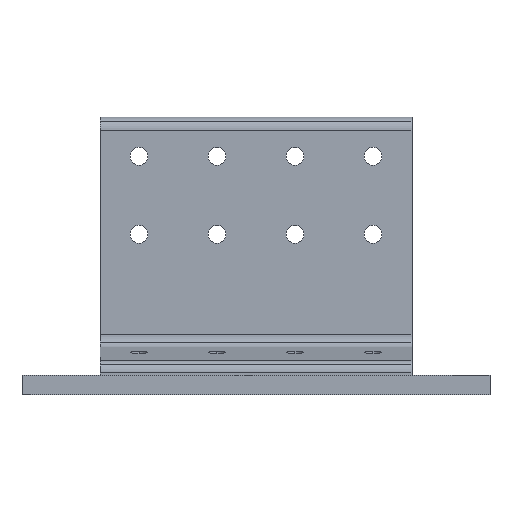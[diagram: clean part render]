
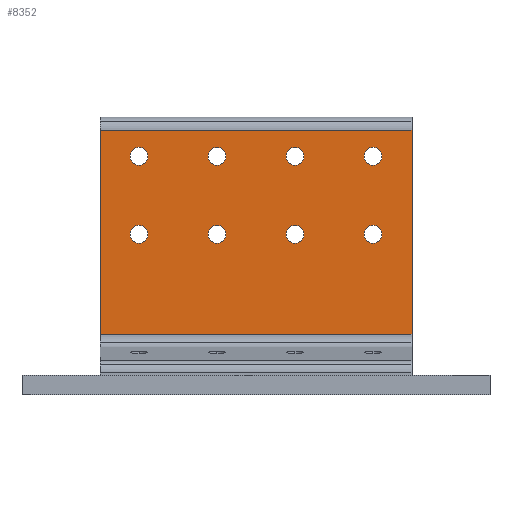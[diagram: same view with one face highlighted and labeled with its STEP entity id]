
A CAD part, left-side view. The second image highlights one B-rep face of the part: STEP entity #8352.
In plain terms, the highlighted free-form (B-spline) face has degree [1, 1] with [2, 2] control points.
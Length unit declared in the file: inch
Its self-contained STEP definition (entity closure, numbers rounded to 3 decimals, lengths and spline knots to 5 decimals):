
#6359=CARTESIAN_POINT('',(-0.25,6.,5.125));
#6360=VERTEX_POINT('',#6359);
#6368=CARTESIAN_POINT('',(-0.25,0.0,5.125));
#6369=VERTEX_POINT('',#6368);
#6370=CARTESIAN_POINT('',(-0.25,6.,5.125));
#6371=DIRECTION('',(0.0,-1.0,0.0));
#6372=VECTOR('',#6371,6.);
#6373=LINE('',#6370,#6372);
#6374=EDGE_CURVE('',#6360,#6369,#6373,.T.);
#6538=CARTESIAN_POINT('',(-0.25,5.079,4.625));
#6539=VERTEX_POINT('',#6538);
#6548=CARTESIAN_POINT('',(-0.25,5.421,4.625));
#6549=VERTEX_POINT('',#6548);
#6550=CARTESIAN_POINT('',(-0.25,5.25,4.625));
#6551=DIRECTION('',(-1.0,0.0,0.0));
#6552=DIRECTION('',(0.0,-1.0,0.0));
#6553=AXIS2_PLACEMENT_3D('',#6550,#6551,#6552);
#6554=CIRCLE('',#6553,0.171);
#6555=EDGE_CURVE('',#6539,#6549,#6554,.T.);
#6601=CARTESIAN_POINT('',(-0.25,3.579,4.625));
#6602=VERTEX_POINT('',#6601);
#6611=CARTESIAN_POINT('',(-0.25,3.921,4.625));
#6612=VERTEX_POINT('',#6611);
#6613=CARTESIAN_POINT('',(-0.25,3.75,4.625));
#6614=DIRECTION('',(-1.0,0.0,0.0));
#6615=DIRECTION('',(0.0,-1.0,0.0));
#6616=AXIS2_PLACEMENT_3D('',#6613,#6614,#6615);
#6617=CIRCLE('',#6616,0.171);
#6618=EDGE_CURVE('',#6602,#6612,#6617,.T.);
#6664=CARTESIAN_POINT('',(-0.25,3.579,3.125));
#6665=VERTEX_POINT('',#6664);
#6674=CARTESIAN_POINT('',(-0.25,3.921,3.125));
#6675=VERTEX_POINT('',#6674);
#6676=CARTESIAN_POINT('',(-0.25,3.75,3.125));
#6677=DIRECTION('',(-1.0,0.0,0.0));
#6678=DIRECTION('',(0.0,-1.0,0.0));
#6679=AXIS2_PLACEMENT_3D('',#6676,#6677,#6678);
#6680=CIRCLE('',#6679,0.171);
#6681=EDGE_CURVE('',#6665,#6675,#6680,.T.);
#6727=CARTESIAN_POINT('',(-0.25,5.079,3.125));
#6728=VERTEX_POINT('',#6727);
#6737=CARTESIAN_POINT('',(-0.25,5.421,3.125));
#6738=VERTEX_POINT('',#6737);
#6739=CARTESIAN_POINT('',(-0.25,5.25,3.125));
#6740=DIRECTION('',(-1.0,0.0,0.0));
#6741=DIRECTION('',(0.0,-1.0,0.0));
#6742=AXIS2_PLACEMENT_3D('',#6739,#6740,#6741);
#6743=CIRCLE('',#6742,0.171);
#6744=EDGE_CURVE('',#6728,#6738,#6743,.T.);
#6934=CARTESIAN_POINT('',(-0.25,2.079,4.625));
#6935=VERTEX_POINT('',#6934);
#6944=CARTESIAN_POINT('',(-0.25,2.421,4.625));
#6945=VERTEX_POINT('',#6944);
#6946=CARTESIAN_POINT('',(-0.25,2.25,4.625));
#6947=DIRECTION('',(-1.0,0.0,0.0));
#6948=DIRECTION('',(0.0,-1.0,0.0));
#6949=AXIS2_PLACEMENT_3D('',#6946,#6947,#6948);
#6950=CIRCLE('',#6949,0.171);
#6951=EDGE_CURVE('',#6935,#6945,#6950,.T.);
#6997=CARTESIAN_POINT('',(-0.25,0.579,4.625));
#6998=VERTEX_POINT('',#6997);
#7007=CARTESIAN_POINT('',(-0.25,0.921,4.625));
#7008=VERTEX_POINT('',#7007);
#7009=CARTESIAN_POINT('',(-0.25,0.75,4.625));
#7010=DIRECTION('',(-1.0,0.0,0.0));
#7011=DIRECTION('',(0.0,-1.0,0.0));
#7012=AXIS2_PLACEMENT_3D('',#7009,#7010,#7011);
#7013=CIRCLE('',#7012,0.171);
#7014=EDGE_CURVE('',#6998,#7008,#7013,.T.);
#7060=CARTESIAN_POINT('',(-0.25,0.579,3.125));
#7061=VERTEX_POINT('',#7060);
#7070=CARTESIAN_POINT('',(-0.25,0.921,3.125));
#7071=VERTEX_POINT('',#7070);
#7072=CARTESIAN_POINT('',(-0.25,0.75,3.125));
#7073=DIRECTION('',(-1.0,0.0,0.0));
#7074=DIRECTION('',(0.0,-1.0,0.0));
#7075=AXIS2_PLACEMENT_3D('',#7072,#7073,#7074);
#7076=CIRCLE('',#7075,0.171);
#7077=EDGE_CURVE('',#7061,#7071,#7076,.T.);
#7123=CARTESIAN_POINT('',(-0.25,2.079,3.125));
#7124=VERTEX_POINT('',#7123);
#7133=CARTESIAN_POINT('',(-0.25,2.421,3.125));
#7134=VERTEX_POINT('',#7133);
#7135=CARTESIAN_POINT('',(-0.25,2.25,3.125));
#7136=DIRECTION('',(-1.0,0.0,0.0));
#7137=DIRECTION('',(0.0,-1.0,0.0));
#7138=AXIS2_PLACEMENT_3D('',#7135,#7136,#7137);
#7139=CIRCLE('',#7138,0.171);
#7140=EDGE_CURVE('',#7124,#7134,#7139,.T.);
#7479=CARTESIAN_POINT('',(-0.25,2.25,3.125));
#7480=DIRECTION('',(-1.0,0.0,0.0));
#7481=DIRECTION('',(0.0,-1.0,0.0));
#7482=AXIS2_PLACEMENT_3D('',#7479,#7480,#7481);
#7483=CIRCLE('',#7482,0.171);
#7484=EDGE_CURVE('',#7134,#7124,#7483,.T.);
#7524=CARTESIAN_POINT('',(-0.25,0.75,3.125));
#7525=DIRECTION('',(-1.0,0.0,0.0));
#7526=DIRECTION('',(0.0,-1.0,0.0));
#7527=AXIS2_PLACEMENT_3D('',#7524,#7525,#7526);
#7528=CIRCLE('',#7527,0.171);
#7529=EDGE_CURVE('',#7071,#7061,#7528,.T.);
#7569=CARTESIAN_POINT('',(-0.25,0.75,4.625));
#7570=DIRECTION('',(-1.0,0.0,0.0));
#7571=DIRECTION('',(0.0,-1.0,0.0));
#7572=AXIS2_PLACEMENT_3D('',#7569,#7570,#7571);
#7573=CIRCLE('',#7572,0.171);
#7574=EDGE_CURVE('',#7008,#6998,#7573,.T.);
#7614=CARTESIAN_POINT('',(-0.25,2.25,4.625));
#7615=DIRECTION('',(-1.0,0.0,0.0));
#7616=DIRECTION('',(0.0,-1.0,0.0));
#7617=AXIS2_PLACEMENT_3D('',#7614,#7615,#7616);
#7618=CIRCLE('',#7617,0.171);
#7619=EDGE_CURVE('',#6945,#6935,#7618,.T.);
#7629=CARTESIAN_POINT('',(-0.25,0.0,1.20108));
#7630=VERTEX_POINT('',#7629);
#7687=CARTESIAN_POINT('',(-0.25,0.0,5.125));
#7688=DIRECTION('',(0.0,0.0,-1.0));
#7689=VECTOR('',#7688,3.92392);
#7690=LINE('',#7687,#7689);
#7691=EDGE_CURVE('',#6369,#7630,#7690,.T.);
#7871=CARTESIAN_POINT('',(-0.25,5.25,3.125));
#7872=DIRECTION('',(-1.0,0.0,0.0));
#7873=DIRECTION('',(0.0,-1.0,0.0));
#7874=AXIS2_PLACEMENT_3D('',#7871,#7872,#7873);
#7875=CIRCLE('',#7874,0.171);
#7876=EDGE_CURVE('',#6738,#6728,#7875,.T.);
#7916=CARTESIAN_POINT('',(-0.25,3.75,3.125));
#7917=DIRECTION('',(-1.0,0.0,0.0));
#7918=DIRECTION('',(0.0,-1.0,0.0));
#7919=AXIS2_PLACEMENT_3D('',#7916,#7917,#7918);
#7920=CIRCLE('',#7919,0.171);
#7921=EDGE_CURVE('',#6675,#6665,#7920,.T.);
#7961=CARTESIAN_POINT('',(-0.25,3.75,4.625));
#7962=DIRECTION('',(-1.0,0.0,0.0));
#7963=DIRECTION('',(0.0,-1.0,0.0));
#7964=AXIS2_PLACEMENT_3D('',#7961,#7962,#7963);
#7965=CIRCLE('',#7964,0.171);
#7966=EDGE_CURVE('',#6612,#6602,#7965,.T.);
#8006=CARTESIAN_POINT('',(-0.25,5.25,4.625));
#8007=DIRECTION('',(-1.0,0.0,0.0));
#8008=DIRECTION('',(0.0,-1.0,0.0));
#8009=AXIS2_PLACEMENT_3D('',#8006,#8007,#8008);
#8010=CIRCLE('',#8009,0.171);
#8011=EDGE_CURVE('',#6549,#6539,#8010,.T.);
#8044=CARTESIAN_POINT('',(-0.25,6.,1.20108));
#8045=VERTEX_POINT('',#8044);
#8046=CARTESIAN_POINT('',(-0.25,6.,1.20108));
#8047=DIRECTION('',(0.0,-1.0,0.0));
#8048=VECTOR('',#8047,6.);
#8049=LINE('',#8046,#8048);
#8050=EDGE_CURVE('',#8045,#7630,#8049,.T.);
#8304=CARTESIAN_POINT('',(-0.25,0.0,1.20108));
#8305=CARTESIAN_POINT('',(-0.25,0.0,5.125));
#8306=CARTESIAN_POINT('',(-0.25,6.,1.20108));
#8307=CARTESIAN_POINT('',(-0.25,6.,5.125));
#8308=B_SPLINE_SURFACE_WITH_KNOTS('',1,1,((#8304,#8306),(#8305,#8307)),.UNSPECIFIED.,.F.,.F.,.U.,(2,2),(2,2),(0.0,3.92392),(0.0,6.0),.UNSPECIFIED.);
#8309=ORIENTED_EDGE('',*,*,#6374,.F.);
#8310=CARTESIAN_POINT('',(-0.25,6.,1.20108));
#8311=DIRECTION('',(0.0,0.0,1.0));
#8312=VECTOR('',#8311,3.92392);
#8313=LINE('',#8310,#8312);
#8314=EDGE_CURVE('',#8045,#6360,#8313,.T.);
#8315=ORIENTED_EDGE('',*,*,#8314,.F.);
#8316=ORIENTED_EDGE('',*,*,#8050,.T.);
#8317=ORIENTED_EDGE('',*,*,#7691,.F.);
#8318=EDGE_LOOP('',(#8309,#8315,#8316,#8317));
#8319=FACE_OUTER_BOUND('',#8318,.T.);
#8320=ORIENTED_EDGE('',*,*,#6951,.F.);
#8321=ORIENTED_EDGE('',*,*,#7619,.F.);
#8322=EDGE_LOOP('',(#8320,#8321));
#8323=FACE_BOUND('',#8322,.T.);
#8324=ORIENTED_EDGE('',*,*,#7014,.F.);
#8325=ORIENTED_EDGE('',*,*,#7574,.F.);
#8326=EDGE_LOOP('',(#8324,#8325));
#8327=FACE_BOUND('',#8326,.T.);
#8328=ORIENTED_EDGE('',*,*,#7077,.F.);
#8329=ORIENTED_EDGE('',*,*,#7529,.F.);
#8330=EDGE_LOOP('',(#8328,#8329));
#8331=FACE_BOUND('',#8330,.T.);
#8332=ORIENTED_EDGE('',*,*,#7140,.F.);
#8333=ORIENTED_EDGE('',*,*,#7484,.F.);
#8334=EDGE_LOOP('',(#8332,#8333));
#8335=FACE_BOUND('',#8334,.T.);
#8336=ORIENTED_EDGE('',*,*,#6744,.F.);
#8337=ORIENTED_EDGE('',*,*,#7876,.F.);
#8338=EDGE_LOOP('',(#8336,#8337));
#8339=FACE_BOUND('',#8338,.T.);
#8340=ORIENTED_EDGE('',*,*,#6681,.F.);
#8341=ORIENTED_EDGE('',*,*,#7921,.F.);
#8342=EDGE_LOOP('',(#8340,#8341));
#8343=FACE_BOUND('',#8342,.T.);
#8344=ORIENTED_EDGE('',*,*,#6618,.F.);
#8345=ORIENTED_EDGE('',*,*,#7966,.F.);
#8346=EDGE_LOOP('',(#8344,#8345));
#8347=FACE_BOUND('',#8346,.T.);
#8348=ORIENTED_EDGE('',*,*,#6555,.F.);
#8349=ORIENTED_EDGE('',*,*,#8011,.F.);
#8350=EDGE_LOOP('',(#8348,#8349));
#8351=FACE_BOUND('',#8350,.T.);
#8352=ADVANCED_FACE('',(#8319,#8323,#8327,#8331,#8335,#8339,#8343,#8347,#8351),#8308,.T.);
